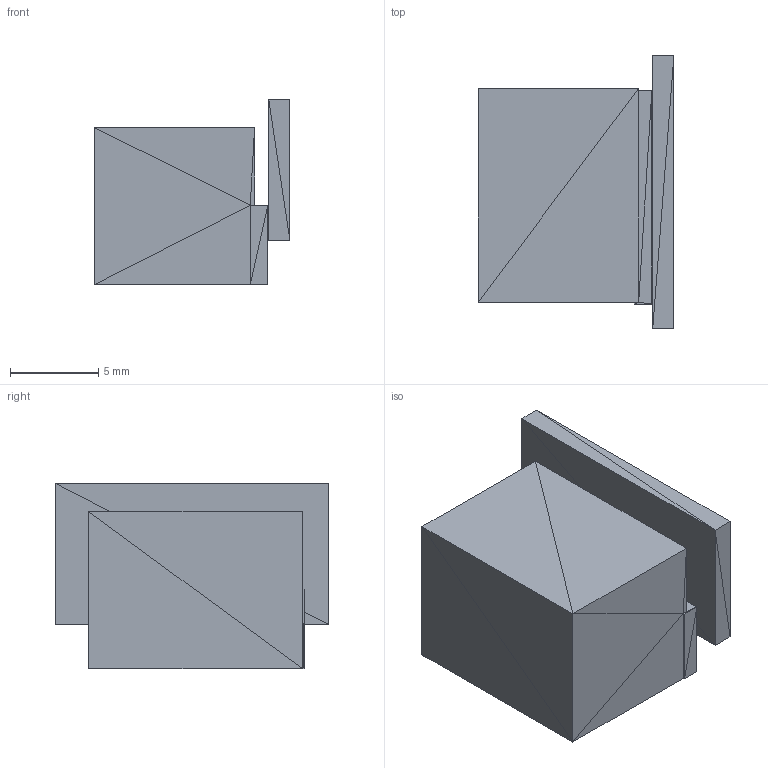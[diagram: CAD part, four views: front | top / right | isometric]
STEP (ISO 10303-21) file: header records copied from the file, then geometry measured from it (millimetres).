
FILE_DESCRIPTION((''),'2;1');
FILE_NAME('smart assistant prototype 3d model', '2026-01-15T19:14:01', (''), (''), 'ImageToStl.com STEP Converter','', '');
FILE_SCHEMA(('AUTOMOTIVE_DESIGN_CC2'));
Length unit declared in the file: metre
Products named in the file (1): product0
Bounding box: 11.1 x 15.5 x 10.5 mm (x, y, z)
Surface area: 927.8 mm2 (no closed solid volume)
Topology: 0 solids, 44 shells, 44 faces, 132 edges, 26 vertices
Faces by surface type: plane 44
Entity records: 1048 total; most frequent: DIRECTION 222, ORIENTED_EDGE 132, EDGE_CURVE 132, LINE 132, VECTOR 132, AXIS2_PLACEMENT_3D 45, FACE_SURFACE 44, PLANE 44
